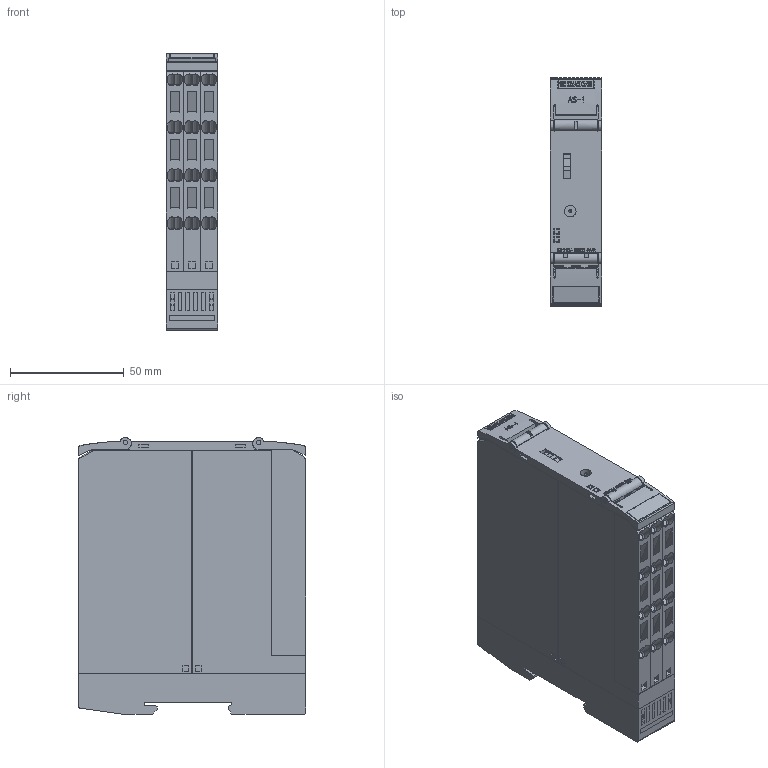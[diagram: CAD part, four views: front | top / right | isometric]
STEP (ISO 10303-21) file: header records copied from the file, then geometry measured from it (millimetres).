
FILE_DESCRIPTION(('STEP AP214'),'1');
FILE_NAME('cctmp_4BFE389D-8F90-4A1B-B815-2FDB7CDB4965_2023_07_24_18_04_51_0173..stp','2023-07-24T16:04:52',('SIEMENS A&D'),('CADClick - www.CADClick.com'),'Spatial InterOp 3D postprocessed',' ','unknown authorization');
FILE_SCHEMA(('AUTOMOTIVE_DESIGN'));
Length unit declared in the file: millimetre
Products named in the file (1): 2023_07_24_18_04_51_0119
Bounding box: 22.5 x 100.02 x 121.4 mm (x, y, z)
Volume: 255231.5 mm3; surface area: 55586.5 mm2
Topology: 1 solids, 6 shells, 1687 faces, 4586 edges, 3032 vertices
Faces by surface type: plane 1268, cylinder 305, cone 96, torus 16, sphere 2
Entity records: 89151 total; most frequent: CARTESIAN_POINT 10364, STYLED_ITEM 9294, PRESENTATION_STYLE_ASSIGNMENT 9294, ORIENTED_EDGE 9148, DIRECTION 8673, EDGE_CURVE 4574, CURVE_STYLE 4574, DRAUGHTING_PRE_DEFINED_CURVE_FONT 4574
